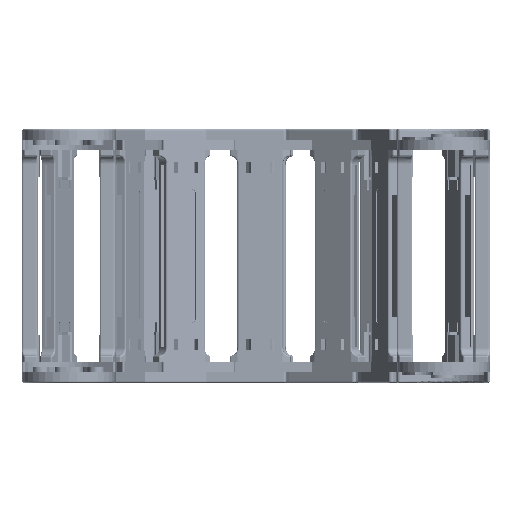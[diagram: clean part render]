
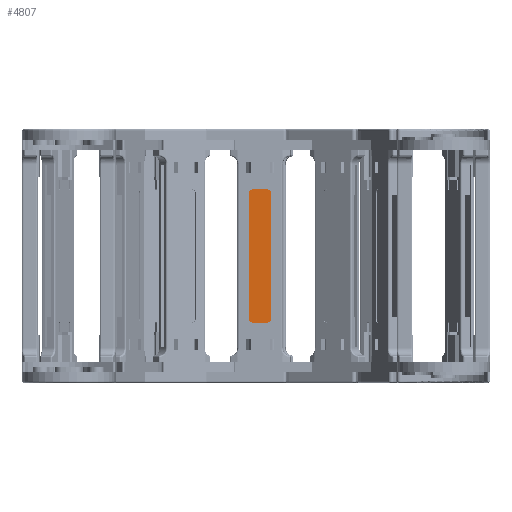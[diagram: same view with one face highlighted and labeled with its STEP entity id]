
A CAD part, left-side view. The second image highlights one B-rep face of the part: STEP entity #4807.
In plain terms, the highlighted face is planar.
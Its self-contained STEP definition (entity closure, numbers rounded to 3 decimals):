
#756 = DIRECTION ( 'NONE',  ( 0., -1., 0. ) ) ;
#877 = AXIS2_PLACEMENT_3D ( 'NONE', #7326, #18257, #29416 ) ;
#1659 = LINE ( 'NONE', #9072, #14042 ) ;
#2326 = VERTEX_POINT ( 'NONE', #30119 ) ;
#3265 = DIRECTION ( 'NONE',  ( 0., 0., -1. ) ) ;
#3305 = DIRECTION ( 'NONE',  ( 0., 0., -1. ) ) ;
#3373 = DIRECTION ( 'NONE',  ( 0., 0., 1. ) ) ;
#3410 = LINE ( 'NONE', #10975, #31514 ) ;
#3516 = CARTESIAN_POINT ( 'NONE',  ( -79.23, 30.497, -145.789 ) ) ;
#4707 = VECTOR ( 'NONE', #33536, 1000. ) ;
#4807 = ADVANCED_FACE ( 'NONE', ( #8032 ), #18371, .F. ) ;
#6427 = CARTESIAN_POINT ( 'NONE',  ( -79.23, 30.497, -62.151 ) ) ;
#7326 = CARTESIAN_POINT ( 'NONE',  ( -76.715, 30.497, -145.789 ) ) ;
#7986 = EDGE_LOOP ( 'NONE', ( #30412, #26725, #21994, #21465, #14877, #25620, #13166, #26590 ) ) ;
#8032 = FACE_OUTER_BOUND ( 'NONE', #7986, .T. ) ;
#8430 = CARTESIAN_POINT ( 'NONE',  ( -76.715, 30.497, -145.809 ) ) ;
#8466 = DIRECTION ( 'NONE',  ( 0., -1., 0. ) ) ;
#8986 = VECTOR ( 'NONE', #3265, 1000. ) ;
#9072 = CARTESIAN_POINT ( 'NONE',  ( -64.14, 30.497, -145.789 ) ) ;
#9643 = CARTESIAN_POINT ( 'NONE',  ( -64.14, 30.497, -62.151 ) ) ;
#10685 = AXIS2_PLACEMENT_3D ( 'NONE', #8430, #32558, #30164 ) ;
#10975 = CARTESIAN_POINT ( 'NONE',  ( -76.715, 30.497, -59.636 ) ) ;
#11386 = VERTEX_POINT ( 'NONE', #9643 ) ;
#11443 = DIRECTION ( 'NONE',  ( 0., 0., 1. ) ) ;
#11927 = EDGE_CURVE ( 'NONE', #19565, #24606, #32978, .T. ) ;
#13126 = VERTEX_POINT ( 'NONE', #18439 ) ;
#13166 = ORIENTED_EDGE ( 'NONE', *, *, #24213, .F. ) ;
#13211 = CARTESIAN_POINT ( 'NONE',  ( -76.715, 30.497, -148.324 ) ) ;
#14042 = VECTOR ( 'NONE', #11443, 1000. ) ;
#14207 = CIRCLE ( 'NONE', #31623, 2.515 ) ;
#14281 = DIRECTION ( 'NONE',  ( 0., 0., 1. ) ) ;
#14877 = ORIENTED_EDGE ( 'NONE', *, *, #17231, .F. ) ;
#16596 = EDGE_CURVE ( 'NONE', #24606, #2326, #26839, .T. ) ;
#16942 = CARTESIAN_POINT ( 'NONE',  ( -66.655, 30.497, -62.151 ) ) ;
#17006 = CARTESIAN_POINT ( 'NONE',  ( -66.655, 30.497, -145.809 ) ) ;
#17231 = EDGE_CURVE ( 'NONE', #30875, #11386, #1659, .T. ) ;
#17627 = CIRCLE ( 'NONE', #10685, 2.515 ) ;
#18257 = DIRECTION ( 'NONE',  ( 0., -1., 0. ) ) ;
#18371 = PLANE ( 'NONE',  #877 ) ;
#18439 = CARTESIAN_POINT ( 'NONE',  ( -66.655, 30.497, -59.636 ) ) ;
#19392 = DIRECTION ( 'NONE',  ( 0., -1., 0. ) ) ;
#19565 = VERTEX_POINT ( 'NONE', #19866 ) ;
#19866 = CARTESIAN_POINT ( 'NONE',  ( -76.715, 30.497, -59.636 ) ) ;
#21465 = ORIENTED_EDGE ( 'NONE', *, *, #29311, .F. ) ;
#21669 = AXIS2_PLACEMENT_3D ( 'NONE', #30315, #19392, #14281 ) ;
#21994 = ORIENTED_EDGE ( 'NONE', *, *, #25061, .F. ) ;
#22605 = CARTESIAN_POINT ( 'NONE',  ( -76.715, 30.497, -148.324 ) ) ;
#23965 = CARTESIAN_POINT ( 'NONE',  ( -64.14, 30.497, -145.809 ) ) ;
#24213 = EDGE_CURVE ( 'NONE', #24434, #29908, #33655, .T. ) ;
#24434 = VERTEX_POINT ( 'NONE', #13211 ) ;
#24606 = VERTEX_POINT ( 'NONE', #6427 ) ;
#25061 = EDGE_CURVE ( 'NONE', #13126, #19565, #3410, .T. ) ;
#25620 = ORIENTED_EDGE ( 'NONE', *, *, #30123, .F. ) ;
#25824 = CARTESIAN_POINT ( 'NONE',  ( -66.655, 30.497, -148.324 ) ) ;
#26345 = AXIS2_PLACEMENT_3D ( 'NONE', #16942, #756, #3373 ) ;
#26590 = ORIENTED_EDGE ( 'NONE', *, *, #31818, .F. ) ;
#26725 = ORIENTED_EDGE ( 'NONE', *, *, #11927, .F. ) ;
#26839 = LINE ( 'NONE', #3516, #8986 ) ;
#29311 = EDGE_CURVE ( 'NONE', #11386, #13126, #34674, .T. ) ;
#29416 = DIRECTION ( 'NONE',  ( 0., 0., 1. ) ) ;
#29908 = VERTEX_POINT ( 'NONE', #25824 ) ;
#29998 = DIRECTION ( 'NONE',  ( -1., 0., 0. ) ) ;
#30119 = CARTESIAN_POINT ( 'NONE',  ( -79.23, 30.497, -145.809 ) ) ;
#30123 = EDGE_CURVE ( 'NONE', #29908, #30875, #14207, .T. ) ;
#30164 = DIRECTION ( 'NONE',  ( 0., 0., 1. ) ) ;
#30315 = CARTESIAN_POINT ( 'NONE',  ( -76.715, 30.497, -62.151 ) ) ;
#30412 = ORIENTED_EDGE ( 'NONE', *, *, #16596, .F. ) ;
#30875 = VERTEX_POINT ( 'NONE', #23965 ) ;
#31514 = VECTOR ( 'NONE', #29998, 1000. ) ;
#31623 = AXIS2_PLACEMENT_3D ( 'NONE', #17006, #8466, #3305 ) ;
#31818 = EDGE_CURVE ( 'NONE', #2326, #24434, #17627, .T. ) ;
#32558 = DIRECTION ( 'NONE',  ( 0., -1., 0. ) ) ;
#32978 = CIRCLE ( 'NONE', #21669, 2.515 ) ;
#33536 = DIRECTION ( 'NONE',  ( 1., 0., 0. ) ) ;
#33655 = LINE ( 'NONE', #22605, #4707 ) ;
#34674 = CIRCLE ( 'NONE', #26345, 2.515 ) ;
